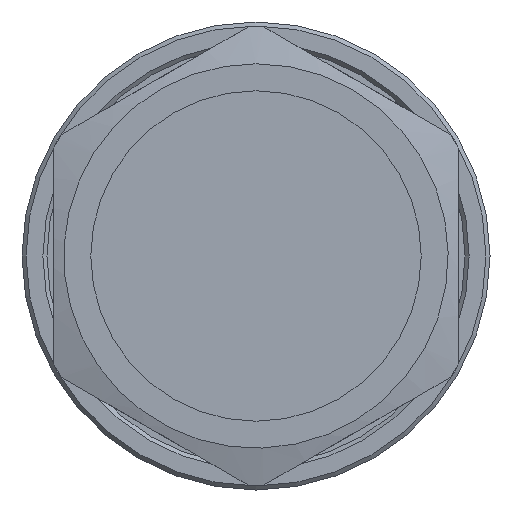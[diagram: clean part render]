
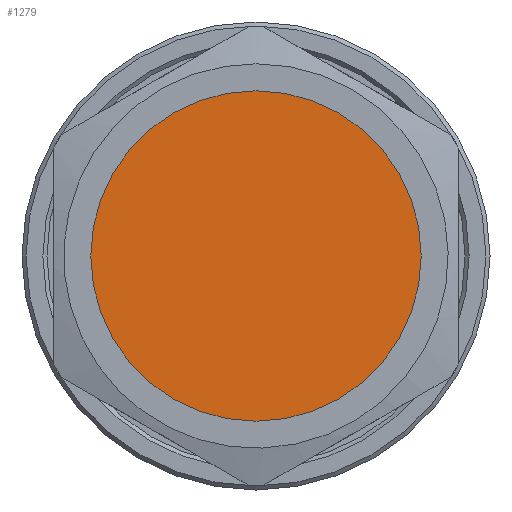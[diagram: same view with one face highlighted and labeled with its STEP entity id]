
A CAD part, left-side view. The second image highlights one B-rep face of the part: STEP entity #1279.
In plain terms, the highlighted planar face has unit normal (-1, 0, 0).
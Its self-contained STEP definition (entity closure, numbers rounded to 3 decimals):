
#27=PLANE('',#1394);
#292=ORIENTED_EDGE('',*,*,#461,.T.);
#461=EDGE_CURVE('',#551,#551,#613,.T.);
#551=VERTEX_POINT('',#1988);
#613=CIRCLE('',#1369,12.25);
#708=EDGE_LOOP('',(#292));
#818=FACE_BOUND('',#708,.T.);
#1279=ADVANCED_FACE('',(#818),#27,.T.);
#1369=AXIS2_PLACEMENT_3D('',#1987,#1583,#1584);
#1394=AXIS2_PLACEMENT_3D('',#2049,#1633,#1634);
#1583=DIRECTION('',(-1.,0.,0.));
#1584=DIRECTION('',(0.,0.,1.));
#1633=DIRECTION('',(-1.,0.,0.));
#1634=DIRECTION('',(0.,0.,1.));
#1987=CARTESIAN_POINT('',(10.,0.,0.));
#1988=CARTESIAN_POINT('',(10.,0.,12.25));
#2049=CARTESIAN_POINT('',(10.,9.85,0.));
